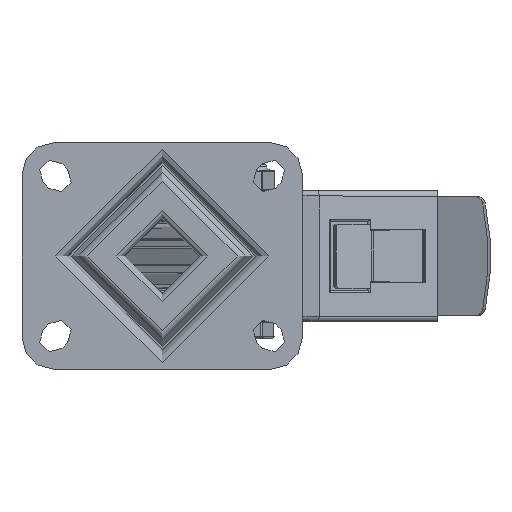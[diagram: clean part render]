
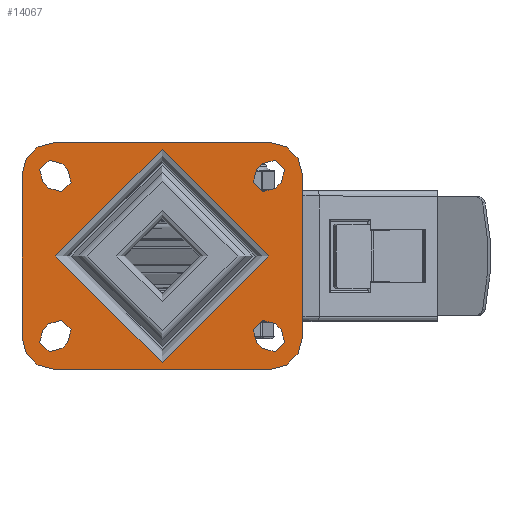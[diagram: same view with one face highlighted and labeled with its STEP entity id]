
A CAD part, top view. The second image highlights one B-rep face of the part: STEP entity #14067.
In plain terms, the highlighted planar face has unit normal (0, 0, 1).
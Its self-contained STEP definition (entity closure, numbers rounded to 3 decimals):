
#647=FACE_BOUND('',#2168,.T.);
#648=FACE_BOUND('',#2169,.T.);
#649=FACE_BOUND('',#2170,.T.);
#650=FACE_BOUND('',#2171,.T.);
#651=FACE_BOUND('',#2172,.T.);
#819=PLANE('',#15224);
#1347=FACE_OUTER_BOUND('',#2167,.T.);
#2167=EDGE_LOOP('',(#10371,#10372,#10373,#10374,#10375,#10376,#10377,#10378));
#2168=EDGE_LOOP('',(#10379));
#2169=EDGE_LOOP('',(#10380,#10381,#10382,#10383));
#2170=EDGE_LOOP('',(#10384,#10385,#10386,#10387));
#2171=EDGE_LOOP('',(#10388,#10389,#10390,#10391));
#2172=EDGE_LOOP('',(#10392,#10393,#10394,#10395));
#3260=LINE('',#21363,#4513);
#3261=LINE('',#21364,#4514);
#3262=LINE('',#21365,#4515);
#3263=LINE('',#21366,#4516);
#3264=LINE('',#21367,#4517);
#3265=LINE('',#21368,#4518);
#3266=LINE('',#21369,#4519);
#3267=LINE('',#21370,#4520);
#3268=LINE('',#21371,#4521);
#3269=LINE('',#21372,#4522);
#3270=LINE('',#21373,#4523);
#3271=LINE('',#21374,#4524);
#4513=VECTOR('',#17297,1000.);
#4514=VECTOR('',#17298,1000.);
#4515=VECTOR('',#17299,1000.);
#4516=VECTOR('',#17300,1000.);
#4517=VECTOR('',#17301,1000.);
#4518=VECTOR('',#17302,1000.);
#4519=VECTOR('',#17303,1000.);
#4520=VECTOR('',#17304,1000.);
#4521=VECTOR('',#17305,1000.);
#4522=VECTOR('',#17306,1000.);
#4523=VECTOR('',#17307,1000.);
#4524=VECTOR('',#17308,1000.);
#5389=CIRCLE('',#14920,5.);
#5392=CIRCLE('',#14924,5.);
#5393=CIRCLE('',#14926,5.);
#5396=CIRCLE('',#14930,5.);
#5397=CIRCLE('',#14932,5.);
#5400=CIRCLE('',#14936,5.);
#5401=CIRCLE('',#14938,5.);
#5404=CIRCLE('',#14942,5.);
#5406=CIRCLE('',#14945,12.);
#5408=CIRCLE('',#14948,12.);
#5410=CIRCLE('',#14951,12.);
#5412=CIRCLE('',#14954,12.);
#5421=CIRCLE('',#14968,40.);
#5934=VERTEX_POINT('',#20331);
#5935=VERTEX_POINT('',#20332);
#5940=VERTEX_POINT('',#20343);
#5941=VERTEX_POINT('',#20345);
#5942=VERTEX_POINT('',#20349);
#5943=VERTEX_POINT('',#20350);
#5948=VERTEX_POINT('',#20361);
#5949=VERTEX_POINT('',#20363);
#5950=VERTEX_POINT('',#20367);
#5951=VERTEX_POINT('',#20368);
#5956=VERTEX_POINT('',#20379);
#5957=VERTEX_POINT('',#20381);
#5958=VERTEX_POINT('',#20385);
#5959=VERTEX_POINT('',#20386);
#5964=VERTEX_POINT('',#20397);
#5965=VERTEX_POINT('',#20399);
#5968=VERTEX_POINT('',#20406);
#5969=VERTEX_POINT('',#20408);
#5972=VERTEX_POINT('',#20415);
#5973=VERTEX_POINT('',#20417);
#5976=VERTEX_POINT('',#20424);
#5977=VERTEX_POINT('',#20426);
#5980=VERTEX_POINT('',#20433);
#5981=VERTEX_POINT('',#20435);
#5988=VERTEX_POINT('',#20459);
#7284=EDGE_CURVE('',#5934,#5935,#5389,.T.);
#7290=EDGE_CURVE('',#5940,#5941,#5392,.T.);
#7292=EDGE_CURVE('',#5942,#5943,#5393,.T.);
#7298=EDGE_CURVE('',#5948,#5949,#5396,.T.);
#7300=EDGE_CURVE('',#5950,#5951,#5397,.T.);
#7306=EDGE_CURVE('',#5956,#5957,#5400,.T.);
#7308=EDGE_CURVE('',#5958,#5959,#5401,.T.);
#7314=EDGE_CURVE('',#5964,#5965,#5404,.T.);
#7318=EDGE_CURVE('',#5968,#5969,#5406,.T.);
#7322=EDGE_CURVE('',#5972,#5973,#5408,.T.);
#7326=EDGE_CURVE('',#5976,#5977,#5410,.T.);
#7330=EDGE_CURVE('',#5980,#5981,#5412,.T.);
#7342=EDGE_CURVE('',#5988,#5988,#5421,.T.);
#7798=EDGE_CURVE('',#5977,#5980,#3260,.T.);
#7799=EDGE_CURVE('',#5973,#5976,#3261,.T.);
#7800=EDGE_CURVE('',#5969,#5972,#3262,.T.);
#7801=EDGE_CURVE('',#5981,#5968,#3263,.T.);
#7802=EDGE_CURVE('',#5959,#5964,#3264,.T.);
#7803=EDGE_CURVE('',#5965,#5958,#3265,.T.);
#7804=EDGE_CURVE('',#5951,#5956,#3266,.T.);
#7805=EDGE_CURVE('',#5957,#5950,#3267,.T.);
#7806=EDGE_CURVE('',#5943,#5948,#3268,.T.);
#7807=EDGE_CURVE('',#5949,#5942,#3269,.T.);
#7808=EDGE_CURVE('',#5935,#5940,#3270,.T.);
#7809=EDGE_CURVE('',#5941,#5934,#3271,.T.);
#10371=ORIENTED_EDGE('',*,*,#7330,.F.);
#10372=ORIENTED_EDGE('',*,*,#7798,.F.);
#10373=ORIENTED_EDGE('',*,*,#7326,.F.);
#10374=ORIENTED_EDGE('',*,*,#7799,.F.);
#10375=ORIENTED_EDGE('',*,*,#7322,.F.);
#10376=ORIENTED_EDGE('',*,*,#7800,.F.);
#10377=ORIENTED_EDGE('',*,*,#7318,.F.);
#10378=ORIENTED_EDGE('',*,*,#7801,.F.);
#10379=ORIENTED_EDGE('',*,*,#7342,.F.);
#10380=ORIENTED_EDGE('',*,*,#7314,.F.);
#10381=ORIENTED_EDGE('',*,*,#7802,.F.);
#10382=ORIENTED_EDGE('',*,*,#7308,.F.);
#10383=ORIENTED_EDGE('',*,*,#7803,.F.);
#10384=ORIENTED_EDGE('',*,*,#7306,.F.);
#10385=ORIENTED_EDGE('',*,*,#7804,.F.);
#10386=ORIENTED_EDGE('',*,*,#7300,.F.);
#10387=ORIENTED_EDGE('',*,*,#7805,.F.);
#10388=ORIENTED_EDGE('',*,*,#7298,.F.);
#10389=ORIENTED_EDGE('',*,*,#7806,.F.);
#10390=ORIENTED_EDGE('',*,*,#7292,.F.);
#10391=ORIENTED_EDGE('',*,*,#7807,.F.);
#10392=ORIENTED_EDGE('',*,*,#7290,.F.);
#10393=ORIENTED_EDGE('',*,*,#7808,.F.);
#10394=ORIENTED_EDGE('',*,*,#7284,.F.);
#10395=ORIENTED_EDGE('',*,*,#7809,.F.);
#14067=ADVANCED_FACE('',(#1347,#647,#648,#649,#650,#651),#819,.T.);
#14920=AXIS2_PLACEMENT_3D('',#20333,#16310,#16311);
#14924=AXIS2_PLACEMENT_3D('',#20346,#16321,#16322);
#14926=AXIS2_PLACEMENT_3D('',#20351,#16326,#16327);
#14930=AXIS2_PLACEMENT_3D('',#20364,#16337,#16338);
#14932=AXIS2_PLACEMENT_3D('',#20369,#16342,#16343);
#14936=AXIS2_PLACEMENT_3D('',#20382,#16353,#16354);
#14938=AXIS2_PLACEMENT_3D('',#20387,#16358,#16359);
#14942=AXIS2_PLACEMENT_3D('',#20400,#16369,#16370);
#14945=AXIS2_PLACEMENT_3D('',#20409,#16377,#16378);
#14948=AXIS2_PLACEMENT_3D('',#20418,#16385,#16386);
#14951=AXIS2_PLACEMENT_3D('',#20427,#16393,#16394);
#14954=AXIS2_PLACEMENT_3D('',#20436,#16401,#16402);
#14968=AXIS2_PLACEMENT_3D('',#20460,#16432,#16433);
#15224=AXIS2_PLACEMENT_3D('',#21362,#17295,#17296);
#16310=DIRECTION('center_axis',(0.,0.,1.));
#16311=DIRECTION('ref_axis',(-1.,0.,0.));
#16321=DIRECTION('center_axis',(0.,0.,1.));
#16322=DIRECTION('ref_axis',(-1.,0.,0.));
#16326=DIRECTION('center_axis',(0.,0.,1.));
#16327=DIRECTION('ref_axis',(-1.,0.,0.));
#16337=DIRECTION('center_axis',(0.,0.,1.));
#16338=DIRECTION('ref_axis',(-1.,0.,0.));
#16342=DIRECTION('center_axis',(0.,0.,1.));
#16343=DIRECTION('ref_axis',(1.,0.,0.));
#16353=DIRECTION('center_axis',(0.,0.,1.));
#16354=DIRECTION('ref_axis',(1.,0.,0.));
#16358=DIRECTION('center_axis',(0.,0.,1.));
#16359=DIRECTION('ref_axis',(1.,0.,0.));
#16369=DIRECTION('center_axis',(0.,0.,1.));
#16370=DIRECTION('ref_axis',(1.,0.,0.));
#16377=DIRECTION('center_axis',(0.,0.,-1.));
#16378=DIRECTION('ref_axis',(-0.707,0.707,0.));
#16385=DIRECTION('center_axis',(0.,0.,-1.));
#16386=DIRECTION('ref_axis',(0.707,0.707,0.));
#16393=DIRECTION('center_axis',(0.,0.,-1.));
#16394=DIRECTION('ref_axis',(0.707,-0.707,0.));
#16401=DIRECTION('center_axis',(0.,0.,-1.));
#16402=DIRECTION('ref_axis',(-0.707,-0.707,0.));
#16432=DIRECTION('center_axis',(0.,0.,1.));
#16433=DIRECTION('ref_axis',(1.,0.,0.));
#17295=DIRECTION('center_axis',(0.,0.,1.));
#17296=DIRECTION('ref_axis',(1.,0.,0.));
#17297=DIRECTION('',(-1.,0.,0.));
#17298=DIRECTION('',(0.,-1.,0.));
#17299=DIRECTION('',(1.,0.,0.));
#17300=DIRECTION('',(0.,1.,0.));
#17301=DIRECTION('',(0.707,-0.707,0.));
#17302=DIRECTION('',(-0.707,0.707,0.));
#17303=DIRECTION('',(0.707,0.707,0.));
#17304=DIRECTION('',(-0.707,-0.707,0.));
#17305=DIRECTION('',(-0.707,-0.707,0.));
#17306=DIRECTION('',(0.707,0.707,0.));
#17307=DIRECTION('',(-0.707,0.707,0.));
#17308=DIRECTION('',(0.707,-0.707,0.));
#20331=CARTESIAN_POINT('',(37.525,-34.596,2.5));
#20332=CARTESIAN_POINT('',(44.596,-27.525,2.5));
#20333=CARTESIAN_POINT('Origin',(41.061,-31.061,2.5));
#20343=CARTESIAN_POINT('',(42.475,-25.404,2.5));
#20345=CARTESIAN_POINT('',(35.404,-32.475,2.5));
#20346=CARTESIAN_POINT('Origin',(38.939,-28.939,2.5));
#20349=CARTESIAN_POINT('',(44.596,27.525,2.5));
#20350=CARTESIAN_POINT('',(37.525,34.596,2.5));
#20351=CARTESIAN_POINT('Origin',(41.061,31.061,2.5));
#20361=CARTESIAN_POINT('',(35.404,32.475,2.5));
#20363=CARTESIAN_POINT('',(42.475,25.404,2.5));
#20364=CARTESIAN_POINT('Origin',(38.939,28.939,2.5));
#20367=CARTESIAN_POINT('',(-44.596,-27.525,2.5));
#20368=CARTESIAN_POINT('',(-37.525,-34.596,2.5));
#20369=CARTESIAN_POINT('Origin',(-41.061,-31.061,2.5));
#20379=CARTESIAN_POINT('',(-35.404,-32.475,2.5));
#20381=CARTESIAN_POINT('',(-42.475,-25.404,2.5));
#20382=CARTESIAN_POINT('Origin',(-38.939,-28.939,2.5));
#20385=CARTESIAN_POINT('',(-37.525,34.596,2.5));
#20386=CARTESIAN_POINT('',(-44.596,27.525,2.5));
#20387=CARTESIAN_POINT('Origin',(-41.061,31.061,2.5));
#20397=CARTESIAN_POINT('',(-42.475,25.404,2.5));
#20399=CARTESIAN_POINT('',(-35.404,32.475,2.5));
#20400=CARTESIAN_POINT('Origin',(-38.939,28.939,2.5));
#20406=CARTESIAN_POINT('',(-52.5,30.5,2.5));
#20408=CARTESIAN_POINT('',(-40.5,42.5,2.5));
#20409=CARTESIAN_POINT('Origin',(-40.5,30.5,2.5));
#20415=CARTESIAN_POINT('',(40.5,42.5,2.5));
#20417=CARTESIAN_POINT('',(52.5,30.5,2.5));
#20418=CARTESIAN_POINT('Origin',(40.5,30.5,2.5));
#20424=CARTESIAN_POINT('',(52.5,-30.5,2.5));
#20426=CARTESIAN_POINT('',(40.5,-42.5,2.5));
#20427=CARTESIAN_POINT('Origin',(40.5,-30.5,2.5));
#20433=CARTESIAN_POINT('',(-40.5,-42.5,2.5));
#20435=CARTESIAN_POINT('',(-52.5,-30.5,2.5));
#20436=CARTESIAN_POINT('Origin',(-40.5,-30.5,2.5));
#20459=CARTESIAN_POINT('',(40.,0.,2.5));
#20460=CARTESIAN_POINT('Origin',(0.,0.,2.5));
#21362=CARTESIAN_POINT('Origin',(0.,0.,2.5));
#21363=CARTESIAN_POINT('',(52.5,-42.5,2.5));
#21364=CARTESIAN_POINT('',(52.5,42.5,2.5));
#21365=CARTESIAN_POINT('',(-52.5,42.5,2.5));
#21366=CARTESIAN_POINT('',(-52.5,-42.5,2.5));
#21367=CARTESIAN_POINT('',(-44.596,27.525,2.5));
#21368=CARTESIAN_POINT('',(-37.525,34.596,2.5));
#21369=CARTESIAN_POINT('',(-37.525,-34.596,2.5));
#21370=CARTESIAN_POINT('',(-44.596,-27.525,2.5));
#21371=CARTESIAN_POINT('',(37.525,34.596,2.5));
#21372=CARTESIAN_POINT('',(44.596,27.525,2.5));
#21373=CARTESIAN_POINT('',(44.596,-27.525,2.5));
#21374=CARTESIAN_POINT('',(37.525,-34.596,2.5));
